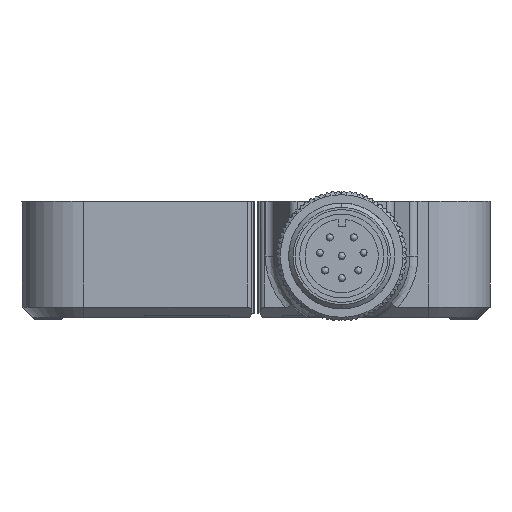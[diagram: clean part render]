
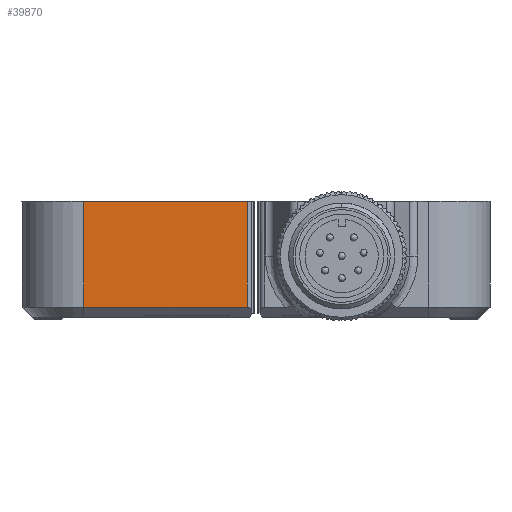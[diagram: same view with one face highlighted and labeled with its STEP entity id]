
A CAD part, left-side view. The second image highlights one B-rep face of the part: STEP entity #39870.
In plain terms, the highlighted face is planar.
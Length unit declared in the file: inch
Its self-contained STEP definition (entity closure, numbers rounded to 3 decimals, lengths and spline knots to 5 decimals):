
#501 = CARTESIAN_POINT ( 'NONE',  ( 0.70866, 1.00394, 0.51969 ) ) ;
#978 = EDGE_CURVE ( 'NONE', #3068, #22242, #1051, .T. ) ;
#1051 = LINE ( 'NONE', #12040, #21794 ) ;
#1825 = CARTESIAN_POINT ( 'NONE',  ( 0.70866, 0.27559, 0.51969 ) ) ;
#2595 = VERTEX_POINT ( 'NONE', #41761 ) ;
#3068 = VERTEX_POINT ( 'NONE', #29677 ) ;
#4808 = CARTESIAN_POINT ( 'NONE',  ( 0.70866, 0.27559, 0.04724 ) ) ;
#5794 = LINE ( 'NONE', #4808, #49928 ) ;
#9228 = ORIENTED_EDGE ( 'NONE', *, *, #25518, .F. ) ;
#10374 = VECTOR ( 'NONE', #16302, 39.37008 ) ;
#12040 = CARTESIAN_POINT ( 'NONE',  ( 0.70866, 0.27559, 0.51969 ) ) ;
#14028 = AXIS2_PLACEMENT_3D ( 'NONE', #1825, #52870, #23288 ) ;
#15027 = CARTESIAN_POINT ( 'NONE',  ( 0.70866, 1.00394, 0.04724 ) ) ;
#15357 = CARTESIAN_POINT ( 'NONE',  ( 0.70866, 0.27559, 0.51969 ) ) ;
#16302 = DIRECTION ( 'NONE',  ( 0., 1., 0. ) ) ;
#17385 = EDGE_CURVE ( 'NONE', #2595, #34810, #33227, .T. ) ;
#18246 = DIRECTION ( 'NONE',  ( 0., -1., 0. ) ) ;
#18337 = EDGE_CURVE ( 'NONE', #34810, #3068, #5794, .T. ) ;
#20257 = DIRECTION ( 'NONE',  ( 0., 0., 1. ) ) ;
#20828 = ORIENTED_EDGE ( 'NONE', *, *, #17385, .F. ) ;
#21794 = VECTOR ( 'NONE', #20257, 39.37008 ) ;
#22242 = VERTEX_POINT ( 'NONE', #15357 ) ;
#23288 = DIRECTION ( 'NONE',  ( 0., 0., 1. ) ) ;
#23434 = ORIENTED_EDGE ( 'NONE', *, *, #978, .F. ) ;
#25518 = EDGE_CURVE ( 'NONE', #22242, #2595, #41873, .T. ) ;
#29677 = CARTESIAN_POINT ( 'NONE',  ( 0.70866, 0.27559, 0.04724 ) ) ;
#33227 = LINE ( 'NONE', #501, #49358 ) ;
#34810 = VERTEX_POINT ( 'NONE', #15027 ) ;
#39870 = ADVANCED_FACE ( 'NONE', ( #54607 ), #48557, .F. ) ;
#41761 = CARTESIAN_POINT ( 'NONE',  ( 0.70866, 1.00394, 0.51969 ) ) ;
#41873 = LINE ( 'NONE', #50691, #10374 ) ;
#43655 = ORIENTED_EDGE ( 'NONE', *, *, #18337, .F. ) ;
#47606 = DIRECTION ( 'NONE',  ( 0., 0., -1. ) ) ;
#48557 = PLANE ( 'NONE',  #14028 ) ;
#49358 = VECTOR ( 'NONE', #47606, 39.37008 ) ;
#49928 = VECTOR ( 'NONE', #18246, 39.37008 ) ;
#50464 = EDGE_LOOP ( 'NONE', ( #43655, #20828, #9228, #23434 ) ) ;
#50691 = CARTESIAN_POINT ( 'NONE',  ( 0.70866, 0.27559, 0.51969 ) ) ;
#52870 = DIRECTION ( 'NONE',  ( -1., 0., 0. ) ) ;
#54607 = FACE_OUTER_BOUND ( 'NONE', #50464, .T. ) ;
